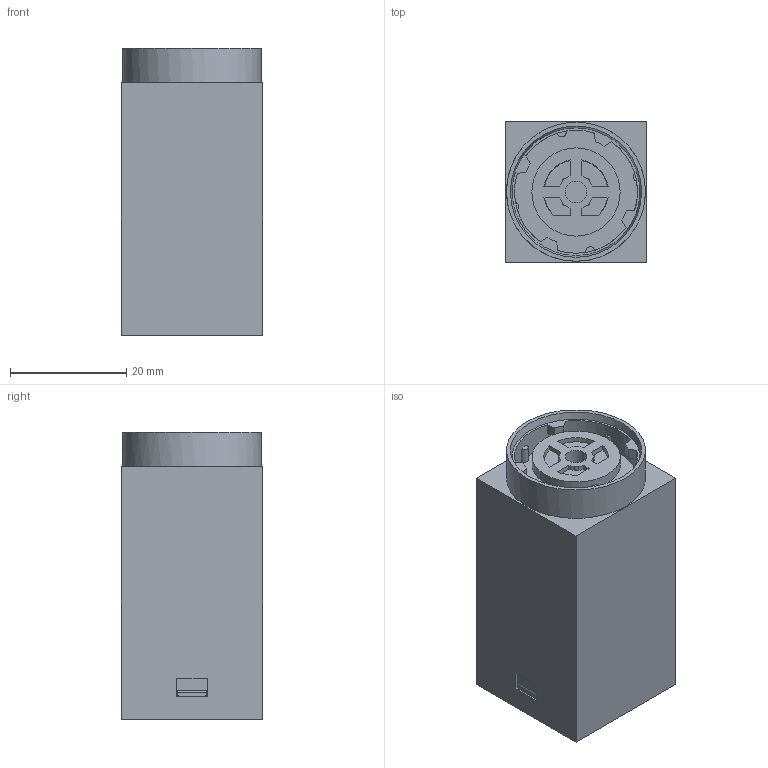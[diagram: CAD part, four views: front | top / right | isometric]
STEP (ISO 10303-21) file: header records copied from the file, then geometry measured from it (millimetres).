
FILE_DESCRIPTION(/* description */ (''),/* implementation_level */ '2;1');
FILE_NAME(/* name */ 'DFA22.stp',/* time_stamp */ '2019-10-22T11:36:49+02:00',/* author */ ('thagel'),/* organization */ (''),/* preprocessor_version */ 'ST-DEVELOPER v17.2',/* originating_system */ 'Autodesk Inventor 2019',/* authorisation */ '');
FILE_SCHEMA (('AUTOMOTIVE_DESIGN { 1 0 10303 214 3 1 1 }'));
Length unit declared in the file: millimetre
Products named in the file (1): DFA22
Bounding box: 24.3 x 24.3 x 49.55 mm (x, y, z)
Volume: 26747.5 mm3; surface area: 7165.3 mm2
Topology: 1 solids, 1 shells, 140 faces, 429 edges, 282 vertices
Faces by surface type: plane 105, cylinder 29, cone 6
Full cylindrical faces by diameter (mm): 3.7 x1, 5.9 x1, 15.2 x1, 21.2 x1, 23.95 x1
Entity records: 4918 total; most frequent: CARTESIAN_POINT 932, ORIENTED_EDGE 858, DIRECTION 815, EDGE_CURVE 429, VERTEX_POINT 282, LINE 277, VECTOR 277, AXIS2_PLACEMENT_3D 269
